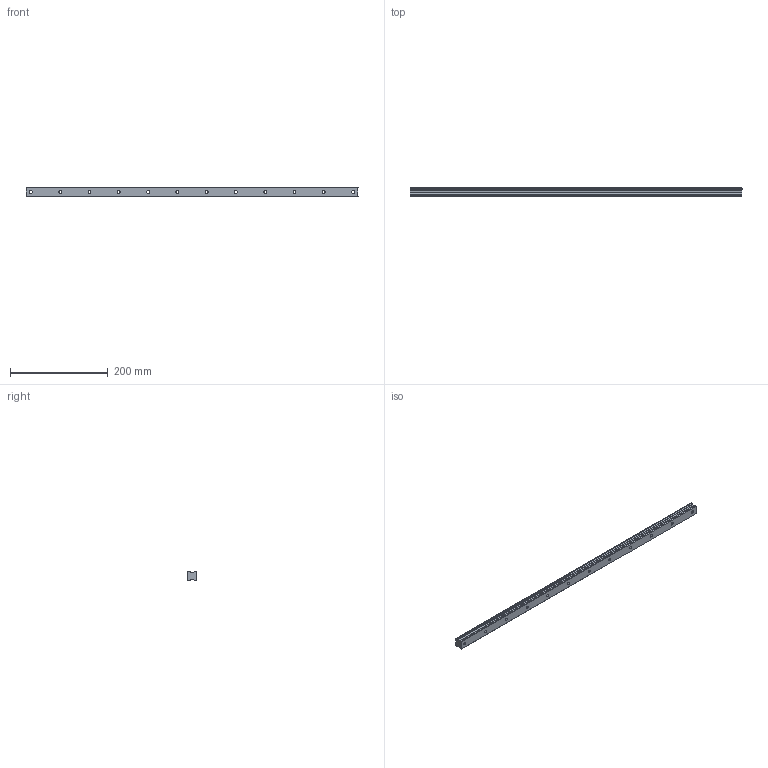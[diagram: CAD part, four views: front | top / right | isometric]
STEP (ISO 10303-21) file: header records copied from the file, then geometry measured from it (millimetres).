
FILE_DESCRIPTION (( 'STEP AP214' ), '1' );
FILE_NAME ('SHS20C1SS-680L_G10_0_B-M6F_300-5_0_0_0_1.STEP', '2021-06-14T09:33:38', ( '' ), ( '' ), 'SwSTEP 2.0', 'SolidWorks 2021', '' );
FILE_SCHEMA (( 'AUTOMOTIVE_DESIGN' ));
Length unit declared in the file: millimetre
Products named in the file (2): SHS20C1SS-680L_G10_0_B-M6F_300-5_0_0_0_1; _SHS20C68010 Track
Assembly tree (1 placements, depth 2):
  SHS20C1SS-680L_G10_0_B-M6F_300-5_0_0_0_1
    _SHS20C68010 Track
Bounding box: 680 x 16.5 x 20 mm (x, y, z)
Volume: 191271.7 mm3; surface area: 54757.8 mm2
Topology: 1 solids, 1 shells, 96 faces, 246 edges, 164 vertices
Faces by surface type: cylinder 68, plane 28
Entity records: 3100 total; most frequent: DIRECTION 582, CARTESIAN_POINT 510, ORIENTED_EDGE 492, EDGE_CURVE 246, AXIS2_PLACEMENT_3D 236, VERTEX_POINT 164, CIRCLE 136, EDGE_LOOP 132
